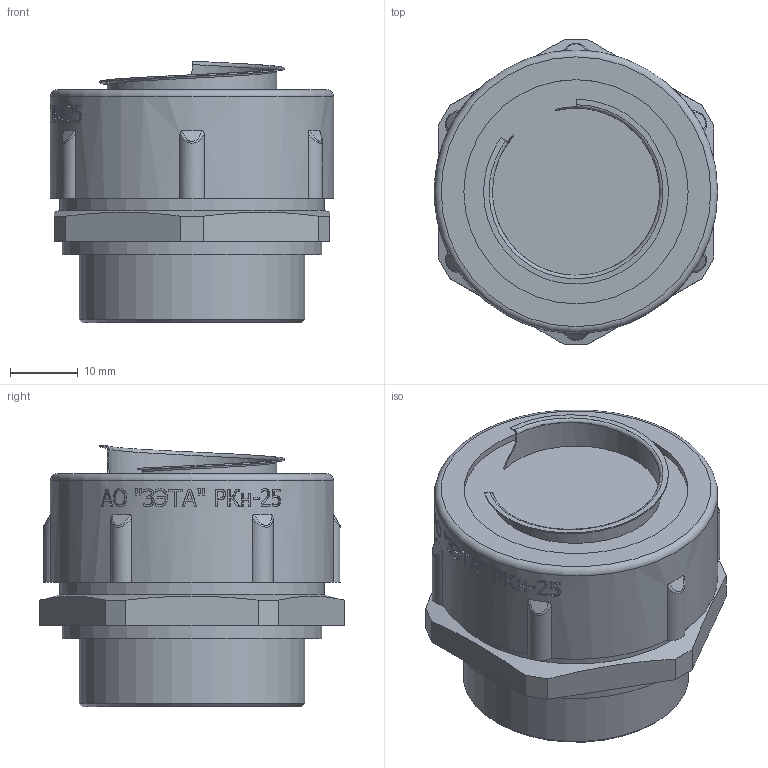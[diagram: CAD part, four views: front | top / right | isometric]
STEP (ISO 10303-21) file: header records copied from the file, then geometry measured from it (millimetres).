
FILE_DESCRIPTION(/* description */ (''),/* implementation_level */ '2;1');
FILE_NAME(/* name */ 'РКН -25.stp',/* time_stamp */ '2019-04-29T12:25:19+07:00',/* author */ ('zeta-09'),/* organization */ (''),/* preprocessor_version */ 'ST-DEVELOPER v17',/* originating_system */ 'Autodesk Inventor 2019',/* authorisation */ '');
FILE_SCHEMA (('AUTOMOTIVE_DESIGN { 1 0 10303 214 3 1 1 }'));
Length unit declared in the file: millimetre
Products named in the file (1): РКН -10
Bounding box: 41.7 x 44.88 x 38.5 mm (x, y, z)
Volume: 37875.1 mm3; surface area: 8392.9 mm2
Topology: 1 solids, 1 shells, 267 faces, 726 edges, 486 vertices
Faces by surface type: plane 110, bspline 110, cylinder 37, cone 9, torus 1
Full cylindrical faces by diameter (mm): 29.2 x1, 33 x1, 33.2 x1, 38.2 x1, 39 x1, 41.7 x1
Entity records: 11873 total; most frequent: CARTESIAN_POINT 5701, ORIENTED_EDGE 1452, DIRECTION 959, EDGE_CURVE 726, VERTEX_POINT 486, AXIS2_PLACEMENT_3D 323, LINE 313, VECTOR 313
